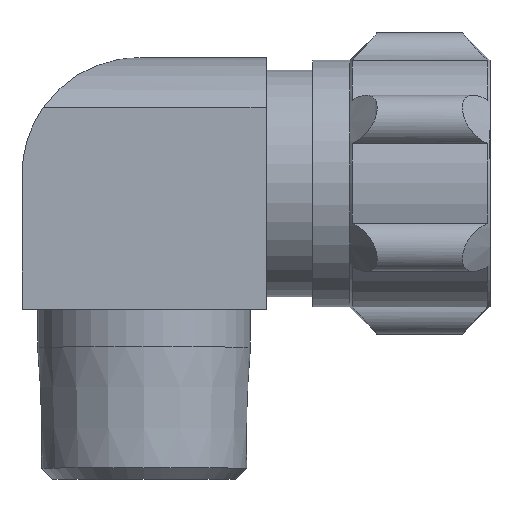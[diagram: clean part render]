
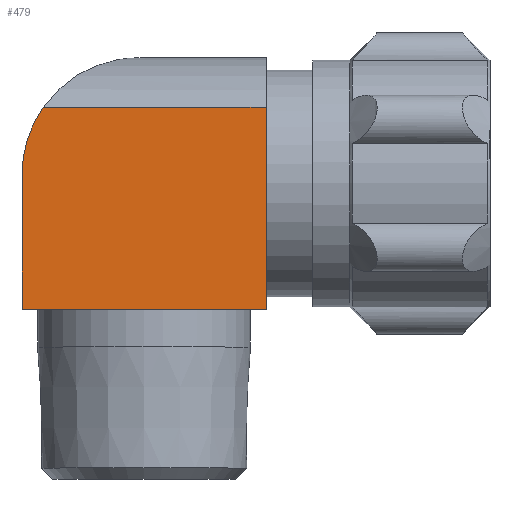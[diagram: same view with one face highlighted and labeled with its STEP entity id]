
A CAD part, top view. The second image highlights one B-rep face of the part: STEP entity #479.
In plain terms, the highlighted planar face has unit normal (0, 0, 1).
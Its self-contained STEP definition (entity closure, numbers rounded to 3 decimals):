
#59=CIRCLE('',#525,9.3);
#87=ORIENTED_EDGE('',*,*,#219,.T.);
#88=ORIENTED_EDGE('',*,*,#220,.T.);
#89=ORIENTED_EDGE('',*,*,#221,.T.);
#90=ORIENTED_EDGE('',*,*,#222,.F.);
#91=ORIENTED_EDGE('',*,*,#223,.F.);
#219=EDGE_CURVE('',#285,#286,#333,.T.);
#220=EDGE_CURVE('',#286,#287,#59,.F.);
#221=EDGE_CURVE('',#287,#288,#334,.T.);
#222=EDGE_CURVE('',#289,#288,#335,.T.);
#223=EDGE_CURVE('',#285,#289,#336,.T.);
#285=VERTEX_POINT('',#735);
#286=VERTEX_POINT('',#736);
#287=VERTEX_POINT('',#738);
#288=VERTEX_POINT('',#740);
#289=VERTEX_POINT('',#742);
#333=LINE('',#734,#356);
#334=LINE('',#739,#357);
#335=LINE('',#741,#358);
#336=LINE('',#743,#359);
#356=VECTOR('',#589,1000.);
#357=VECTOR('',#592,1000.);
#358=VECTOR('',#593,1000.);
#359=VECTOR('',#594,1000.);
#379=EDGE_LOOP('',(#87,#88,#89,#90,#91));
#425=FACE_BOUND('',#379,.T.);
#471=PLANE('',#524);
#479=ADVANCED_FACE('',(#425),#471,.F.);
#524=AXIS2_PLACEMENT_3D('',#733,#587,#588);
#525=AXIS2_PLACEMENT_3D('',#737,#590,#591);
#587=DIRECTION('',(0.,0.,-1.));
#588=DIRECTION('',(-1.,0.,0.));
#589=DIRECTION('',(-1.,0.,0.));
#590=DIRECTION('',(0.,0.,-1.));
#591=DIRECTION('',(-1.,0.,0.));
#592=DIRECTION('',(0.,-1.,0.));
#593=DIRECTION('',(-1.,0.,0.));
#594=DIRECTION('',(0.,-1.,0.));
#733=CARTESIAN_POINT('',(9.7,6.032,9.5));
#734=CARTESIAN_POINT('',(9.7,6.032,9.5));
#735=CARTESIAN_POINT('',(9.7,6.032,9.5));
#736=CARTESIAN_POINT('',(-8.019,6.032,9.5));
#737=CARTESIAN_POINT('',(-0.4,0.7,9.5));
#738=CARTESIAN_POINT('',(-9.7,0.7,9.5));
#739=CARTESIAN_POINT('',(-9.7,6.032,9.5));
#740=CARTESIAN_POINT('',(-9.7,-10.,9.5));
#741=CARTESIAN_POINT('',(9.7,-10.,9.5));
#742=CARTESIAN_POINT('',(9.7,-10.,9.5));
#743=CARTESIAN_POINT('',(9.7,6.032,9.5));
